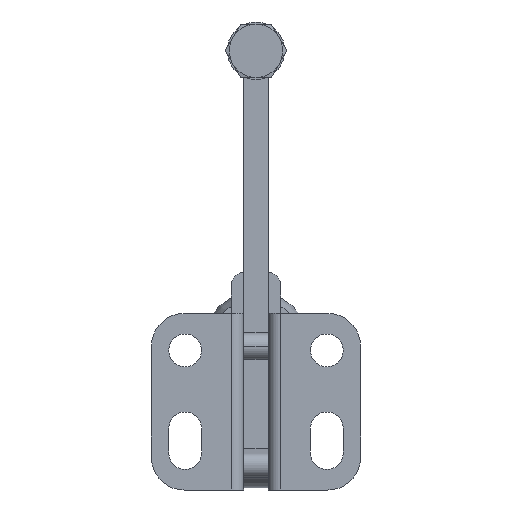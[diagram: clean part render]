
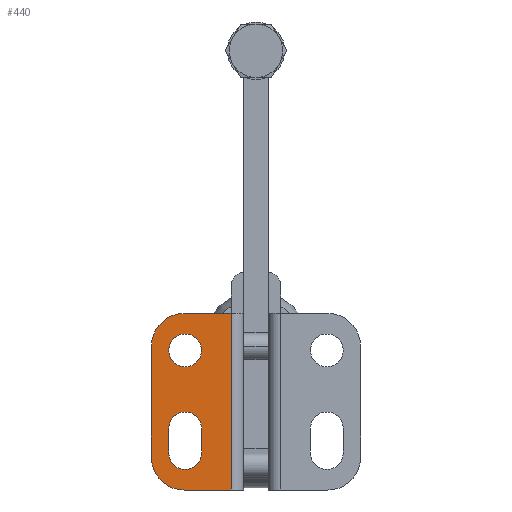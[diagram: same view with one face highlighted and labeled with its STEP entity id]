
A CAD part, front view. The second image highlights one B-rep face of the part: STEP entity #440.
In plain terms, the highlighted planar face has unit normal (0, -1, 0).
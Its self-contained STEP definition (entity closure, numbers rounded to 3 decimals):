
#440 = ADVANCED_FACE( '', ( #749, #750, #751 ), #752, .T. );
#749 = FACE_BOUND( '', #1353, .T. );
#750 = FACE_BOUND( '', #1354, .T. );
#751 = FACE_OUTER_BOUND( '', #1355, .T. );
#752 = PLANE( '', #1356 );
#1353 = EDGE_LOOP( '', ( #2116, #2117, #2118, #2119 ) );
#1354 = EDGE_LOOP( '', ( #2120, #2121 ) );
#1355 = EDGE_LOOP( '', ( #2122, #2123, #2124, #2125, #2126, #2127 ) );
#1356 = AXIS2_PLACEMENT_3D( '', #2128, #2129, #2130 );
#2116 = ORIENTED_EDGE( '', *, *, #4172, .T. );
#2117 = ORIENTED_EDGE( '', *, *, #4181, .T. );
#2118 = ORIENTED_EDGE( '', *, *, #4178, .T. );
#2119 = ORIENTED_EDGE( '', *, *, #4175, .T. );
#2120 = ORIENTED_EDGE( '', *, *, #4153, .T. );
#2121 = ORIENTED_EDGE( '', *, *, #4184, .T. );
#2122 = ORIENTED_EDGE( '', *, *, #4188, .T. );
#2123 = ORIENTED_EDGE( '', *, *, #4220, .F. );
#2124 = ORIENTED_EDGE( '', *, *, #4200, .T. );
#2125 = ORIENTED_EDGE( '', *, *, #4221, .T. );
#2126 = ORIENTED_EDGE( '', *, *, #4222, .T. );
#2127 = ORIENTED_EDGE( '', *, *, #4223, .T. );
#2128 = CARTESIAN_POINT( '', ( 25.5, -18., -35. ) );
#2129 = DIRECTION( '', ( 0., -1., 0. ) );
#2130 = DIRECTION( '', ( 1., 0., 0. ) );
#4153 = EDGE_CURVE( '', #4878, #4882, #4884, .T. );
#4172 = EDGE_CURVE( '', #4918, #4916, #4919, .T. );
#4175 = EDGE_CURVE( '', #4923, #4918, #4924, .T. );
#4178 = EDGE_CURVE( '', #4928, #4923, #4929, .T. );
#4181 = EDGE_CURVE( '', #4916, #4928, #4932, .T. );
#4184 = EDGE_CURVE( '', #4882, #4878, #4935, .T. );
#4188 = EDGE_CURVE( '', #4942, #4940, #4943, .T. );
#4200 = EDGE_CURVE( '', #4966, #4964, #4967, .T. );
#4220 = EDGE_CURVE( '', #4966, #4940, #4999, .T. );
#4221 = EDGE_CURVE( '', #4964, #5000, #5001, .T. );
#4222 = EDGE_CURVE( '', #5000, #5002, #5003, .T. );
#4223 = EDGE_CURVE( '', #5002, #4942, #5004, .T. );
#4878 = VERTEX_POINT( '', #6037 );
#4882 = VERTEX_POINT( '', #6042 );
#4884 = CIRCLE( '', #6045, 4. );
#4916 = VERTEX_POINT( '', #6088 );
#4918 = VERTEX_POINT( '', #6091 );
#4919 = LINE( '', #6092, #6093 );
#4923 = VERTEX_POINT( '', #6098 );
#4924 = CIRCLE( '', #6099, 4. );
#4928 = VERTEX_POINT( '', #6105 );
#4929 = LINE( '', #6106, #6107 );
#4932 = CIRCLE( '', #6111, 4. );
#4935 = CIRCLE( '', #6114, 4. );
#4940 = VERTEX_POINT( '', #6119 );
#4942 = VERTEX_POINT( '', #6122 );
#4943 = CIRCLE( '', #6123, 8. );
#4964 = VERTEX_POINT( '', #6149 );
#4966 = VERTEX_POINT( '', #6152 );
#4967 = CIRCLE( '', #6153, 8. );
#4999 = LINE( '', #6200, #6201 );
#5000 = VERTEX_POINT( '', #6202 );
#5001 = LINE( '', #6203, #6204 );
#5002 = VERTEX_POINT( '', #6205 );
#5003 = LINE( '', #6206, #6207 );
#5004 = LINE( '', #6208, #6209 );
#6037 = CARTESIAN_POINT( '', ( -13.25, -18., -1. ) );
#6042 = CARTESIAN_POINT( '', ( -21.25, -18., -1. ) );
#6045 = AXIS2_PLACEMENT_3D( '', #8039, #8040, #8041 );
#6088 = CARTESIAN_POINT( '', ( -21.25, -18., -20. ) );
#6091 = CARTESIAN_POINT( '', ( -21.25, -18., -26. ) );
#6092 = CARTESIAN_POINT( '', ( -21.25, -18., -27.5 ) );
#6093 = VECTOR( '', #8072, 1. );
#6098 = CARTESIAN_POINT( '', ( -13.25, -18., -26. ) );
#6099 = AXIS2_PLACEMENT_3D( '', #8077, #8078, #8079 );
#6105 = CARTESIAN_POINT( '', ( -13.25, -18., -20. ) );
#6106 = CARTESIAN_POINT( '', ( -13.25, -18., -30.5 ) );
#6107 = VECTOR( '', #8082, 1. );
#6111 = AXIS2_PLACEMENT_3D( '', #8087, #8088, #8089 );
#6114 = AXIS2_PLACEMENT_3D( '', #8096, #8097, #8098 );
#6119 = CARTESIAN_POINT( '', ( -25.5, -18., 0. ) );
#6122 = CARTESIAN_POINT( '', ( -17.5, -18., 8. ) );
#6123 = AXIS2_PLACEMENT_3D( '', #8106, #8107, #8108 );
#6149 = CARTESIAN_POINT( '', ( -17.5, -18., -35. ) );
#6152 = CARTESIAN_POINT( '', ( -25.5, -18., -27. ) );
#6153 = AXIS2_PLACEMENT_3D( '', #8130, #8131, #8132 );
#6200 = CARTESIAN_POINT( '', ( -25.5, -18., -35. ) );
#6201 = VECTOR( '', #8160, 1. );
#6202 = CARTESIAN_POINT( '', ( -6., -18., -35. ) );
#6203 = CARTESIAN_POINT( '', ( -25.5, -18., -35. ) );
#6204 = VECTOR( '', #8161, 1. );
#6205 = CARTESIAN_POINT( '', ( -6., -18., 8. ) );
#6206 = CARTESIAN_POINT( '', ( -6., -18., -13.5 ) );
#6207 = VECTOR( '', #8162, 1. );
#6208 = CARTESIAN_POINT( '', ( -25.5, -18., 8. ) );
#6209 = VECTOR( '', #8163, 1. );
#8039 = CARTESIAN_POINT( '', ( -17.25, -18., -1. ) );
#8040 = DIRECTION( '', ( 0., 1., 0. ) );
#8041 = DIRECTION( '', ( 1., 0., 0. ) );
#8072 = DIRECTION( '', ( 0., 0., 1. ) );
#8077 = CARTESIAN_POINT( '', ( -17.25, -18., -26. ) );
#8078 = DIRECTION( '', ( 0., 1., 0. ) );
#8079 = DIRECTION( '', ( 1., 0., 0. ) );
#8082 = DIRECTION( '', ( 0., 0., -1. ) );
#8087 = CARTESIAN_POINT( '', ( -17.25, -18., -20. ) );
#8088 = DIRECTION( '', ( 0., 1., 0. ) );
#8089 = DIRECTION( '', ( -1., 0., 0. ) );
#8096 = CARTESIAN_POINT( '', ( -17.25, -18., -1. ) );
#8097 = DIRECTION( '', ( 0., 1., 0. ) );
#8098 = DIRECTION( '', ( 1., 0., 0. ) );
#8106 = CARTESIAN_POINT( '', ( -17.5, -18., 0. ) );
#8107 = DIRECTION( '', ( 0., -1., 0. ) );
#8108 = DIRECTION( '', ( -1., 0., 0. ) );
#8130 = CARTESIAN_POINT( '', ( -17.5, -18., -27. ) );
#8131 = DIRECTION( '', ( 0., -1., 0. ) );
#8132 = DIRECTION( '', ( 0., 0., -1. ) );
#8160 = DIRECTION( '', ( 0., 0., 1. ) );
#8161 = DIRECTION( '', ( 1., 0., 0. ) );
#8162 = DIRECTION( '', ( 0., 0., 1. ) );
#8163 = DIRECTION( '', ( -1., 0., 0. ) );
